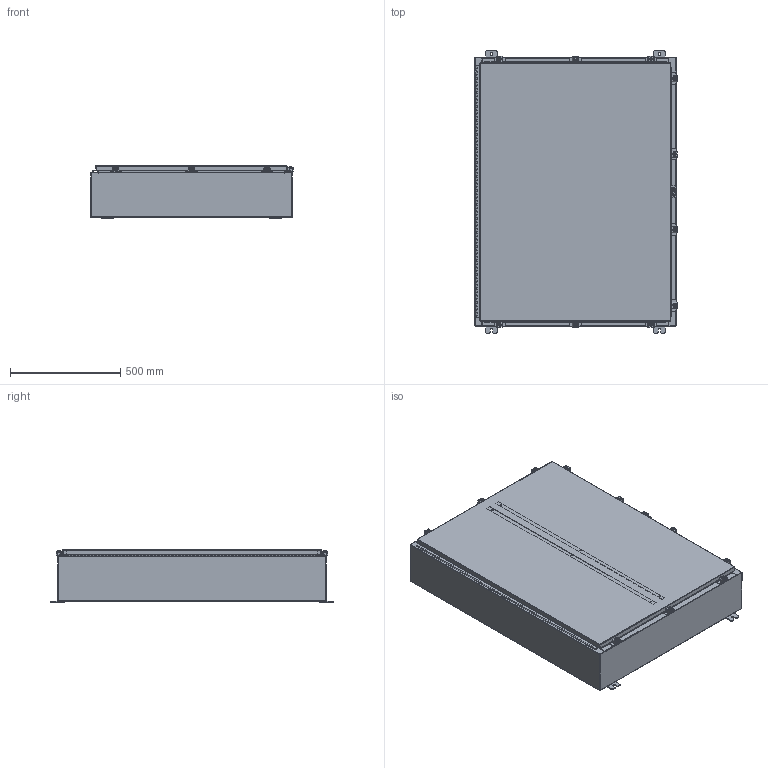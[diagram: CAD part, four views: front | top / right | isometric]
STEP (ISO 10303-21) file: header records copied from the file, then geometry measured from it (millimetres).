
FILE_DESCRIPTION (( 'STEP AP203' ), '1' );
FILE_NAME ('N48H3608SSWP.STEP', '2014-01-22T17:17:24', ( 'changeme' ), ( 'Microsoft' ), 'SwSTEP 2.0', 'SolidWorks 2013', '' );
FILE_SCHEMA (( 'CONFIG_CONTROL_DESIGN' ));
Length unit declared in the file: inch
Products named in the file (21): N48H3608SSWP Clamp Top; N48H3608SSWP Mounting Feet; N48H3608SSWP Clamp Assembly; N48H3608SSWP Door Stiffener; N48H3608SSWP Standard Clamps; N48H3608SSWP Padlock Hasp; N48H3608SSWP Cover; N48H3608SSWP Padlock Staple; N48H3608SSWP Backpanel; N48H3608SSWP Body; N48H3608SSWP Enclosure Stiffener; N48H3608SSWP Mounting Studs; N48H3608SSWP Bottom; N48H3608SSWP Clamp Bracket; N48H3608SSWP Hinge Enclosure Side2; N48H3608SSWP Top; N48H3608SSWP 22101002; N48H3608SSWP Hinge Cover Side; N48H3608SSWP; N48H3608SSWP 22104005_DEFAULT; N48H3608SSWP 125 Pin Hinge
Assembly tree (41 placements, depth 4):
  N48H3608SSWP
    N48H3608SSWP Backpanel
    N48H3608SSWP Mounting Studs  x8
    N48H3608SSWP 125 Pin Hinge
      N48H3608SSWP Hinge Enclosure Side2
      N48H3608SSWP Hinge Cover Side
    N48H3608SSWP Mounting Feet  x4
    N48H3608SSWP Door Stiffener
    N48H3608SSWP Padlock Hasp
    N48H3608SSWP Padlock Staple
    N48H3608SSWP Enclosure Stiffener  x2
    N48H3608SSWP Standard Clamps  x10
      N48H3608SSWP Clamp Bracket
      N48H3608SSWP Clamp Assembly
        N48H3608SSWP 22101002  x2
        N48H3608SSWP 22104005_DEFAULT
        N48H3608SSWP Clamp Top
    N48H3608SSWP Cover
    N48H3608SSWP Body
    N48H3608SSWP Bottom
    N48H3608SSWP Top
Bounding box: 919.75 x 1282.7 x 238.47 mm (x, y, z)
Volume: 9844541.6 mm3; surface area: 9623977.5 mm2
Topology: 74 solids, 74 shells, 2999 faces, 7541 edges, 4734 vertices
Faces by surface type: plane 1562, cylinder 1269, torus 84, cone 76, bspline 8
Entity records: 53907 total; most frequent: CARTESIAN_POINT 9236, DIRECTION 9170, ORIENTED_EDGE 8584, EDGE_CURVE 4292, AXIS2_PLACEMENT_3D 3200, LINE 2770, VECTOR 2770, VERTEX_POINT 2644
